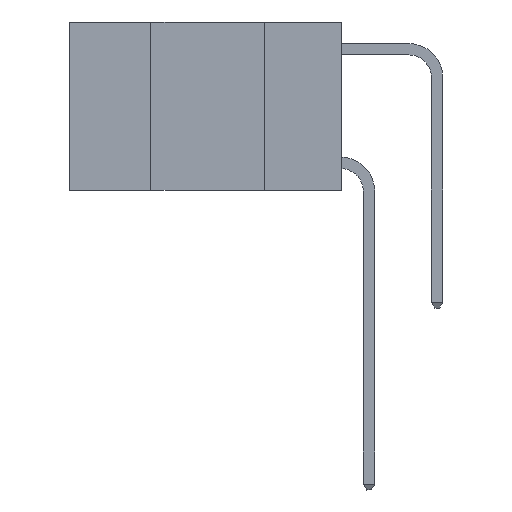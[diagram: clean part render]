
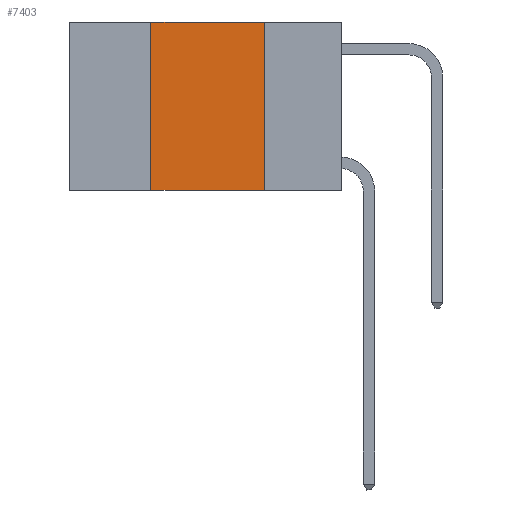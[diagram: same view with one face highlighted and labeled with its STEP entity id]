
A CAD part, left-side view. The second image highlights one B-rep face of the part: STEP entity #7403.
In plain terms, the highlighted planar face has unit normal (-1, 0, 0).
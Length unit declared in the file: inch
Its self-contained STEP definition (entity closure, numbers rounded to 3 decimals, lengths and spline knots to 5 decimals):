
#125 = DIRECTION ( 'NONE',  ( 1., 0., 0. ) ) ;
#480 = DIRECTION ( 'NONE',  ( 0., 0., -1. ) ) ;
#698 = ORIENTED_EDGE ( 'NONE', *, *, #8003, .T. ) ;
#844 = VERTEX_POINT ( 'NONE', #11641 ) ;
#1264 = FACE_OUTER_BOUND ( 'NONE', #1688, .T. ) ;
#1688 = EDGE_LOOP ( 'NONE', ( #14913, #11190, #5519, #698 ) ) ;
#2341 = LINE ( 'NONE', #6993, #15621 ) ;
#2935 = CARTESIAN_POINT ( 'NONE',  ( 0., 0.42, 0. ) ) ;
#3237 = VECTOR ( 'NONE', #14350, 39.37008 ) ;
#3760 = CARTESIAN_POINT ( 'NONE',  ( 0., 0.6, 0. ) ) ;
#4976 = LINE ( 'NONE', #3760, #15611 ) ;
#5219 = CARTESIAN_POINT ( 'NONE',  ( 0., 0.6, 0. ) ) ;
#5251 = CARTESIAN_POINT ( 'NONE',  ( 0., 0.17, 0. ) ) ;
#5519 = ORIENTED_EDGE ( 'NONE', *, *, #8916, .F. ) ;
#6202 = CARTESIAN_POINT ( 'NONE',  ( 0., 0.17, -0.37 ) ) ;
#6993 = CARTESIAN_POINT ( 'NONE',  ( 0., 0.6, -0.37 ) ) ;
#7209 = AXIS2_PLACEMENT_3D ( 'NONE', #5219, #125, #15094 ) ;
#7403 = ADVANCED_FACE ( 'NONE', ( #1264 ), #13727, .F. ) ;
#7456 = EDGE_CURVE ( 'NONE', #13133, #14694, #4976, .T. ) ;
#8003 = EDGE_CURVE ( 'NONE', #844, #11450, #2341, .T. ) ;
#8009 = LINE ( 'NONE', #5251, #10564 ) ;
#8706 = DIRECTION ( 'NONE',  ( 0., -1., 0. ) ) ;
#8916 = EDGE_CURVE ( 'NONE', #844, #13133, #10262, .T. ) ;
#10262 = LINE ( 'NONE', #10739, #3237 ) ;
#10564 = VECTOR ( 'NONE', #480, 39.37008 ) ;
#10739 = CARTESIAN_POINT ( 'NONE',  ( 0., 0.42, 0. ) ) ;
#11190 = ORIENTED_EDGE ( 'NONE', *, *, #7456, .F. ) ;
#11450 = VERTEX_POINT ( 'NONE', #6202 ) ;
#11641 = CARTESIAN_POINT ( 'NONE',  ( 0., 0.42, -0.37 ) ) ;
#12133 = DIRECTION ( 'NONE',  ( 0., -1., 0. ) ) ;
#12406 = EDGE_CURVE ( 'NONE', #14694, #11450, #8009, .T. ) ;
#13133 = VERTEX_POINT ( 'NONE', #2935 ) ;
#13727 = PLANE ( 'NONE',  #7209 ) ;
#14350 = DIRECTION ( 'NONE',  ( 0., 0., 1. ) ) ;
#14694 = VERTEX_POINT ( 'NONE', #15574 ) ;
#14913 = ORIENTED_EDGE ( 'NONE', *, *, #12406, .F. ) ;
#15094 = DIRECTION ( 'NONE',  ( 0., 0., -1. ) ) ;
#15574 = CARTESIAN_POINT ( 'NONE',  ( 0., 0.17, 0. ) ) ;
#15611 = VECTOR ( 'NONE', #8706, 39.37008 ) ;
#15621 = VECTOR ( 'NONE', #12133, 39.37008 ) ;
